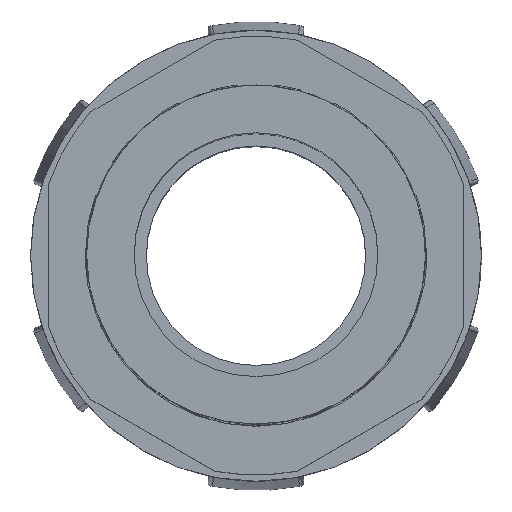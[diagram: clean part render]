
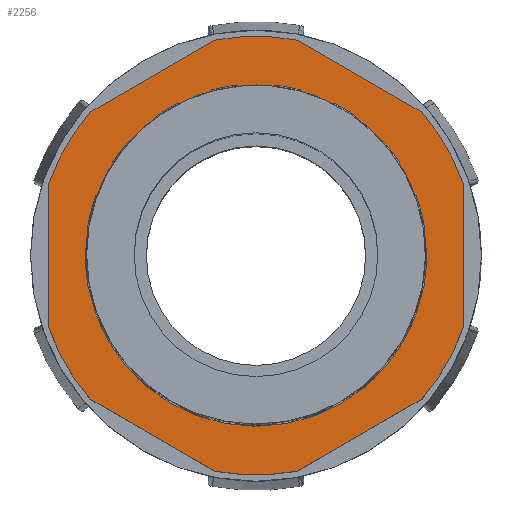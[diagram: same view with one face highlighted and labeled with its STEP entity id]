
A CAD part, top view. The second image highlights one B-rep face of the part: STEP entity #2256.
In plain terms, the highlighted planar face has unit normal (0, 0, 1).
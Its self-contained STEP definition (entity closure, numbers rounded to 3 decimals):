
#62 = CIRCLE ( 'NONE', #3485, 18. ) ;
#299 = LINE ( 'NONE', #4100, #4461 ) ;
#315 = AXIS2_PLACEMENT_3D ( 'NONE', #5169, #2796, #362 ) ;
#362 = DIRECTION ( 'NONE',  ( 1., 0., 0. ) ) ;
#382 = CARTESIAN_POINT ( 'NONE',  ( -13.623, 11.764, -45.5 ) ) ;
#455 = CARTESIAN_POINT ( 'NONE',  ( 13.623, 11.764, -45.5 ) ) ;
#511 = CARTESIAN_POINT ( 'NONE',  ( 0., 0., -45.5 ) ) ;
#525 = CARTESIAN_POINT ( 'NONE',  ( 13.623, -11.764, -45.5 ) ) ;
#611 = ORIENTED_EDGE ( 'NONE', *, *, #1494, .F. ) ;
#650 = EDGE_LOOP ( 'NONE', ( #5094, #611, #2971, #5086, #4651, #2363, #2687, #2907, #4692, #658, #3169, #2356 ) ) ;
#658 = ORIENTED_EDGE ( 'NONE', *, *, #1768, .F. ) ;
#742 = PLANE ( 'NONE',  #2245 ) ;
#820 = CARTESIAN_POINT ( 'NONE',  ( 0., 0., -45.5 ) ) ;
#859 = CIRCLE ( 'NONE', #2973, 14. ) ;
#918 = DIRECTION ( 'NONE',  ( 1., 0., 0. ) ) ;
#1124 = LINE ( 'NONE', #5002, #3143 ) ;
#1126 = CIRCLE ( 'NONE', #1358, 18. ) ;
#1143 = VERTEX_POINT ( 'NONE', #4076 ) ;
#1148 = CARTESIAN_POINT ( 'NONE',  ( -3.377, -17.68, -45.5 ) ) ;
#1158 = DIRECTION ( 'NONE',  ( 0., 0., -1. ) ) ;
#1170 = CIRCLE ( 'NONE', #1587, 18. ) ;
#1188 = EDGE_CURVE ( 'NONE', #4873, #3319, #1126, .T. ) ;
#1212 = VERTEX_POINT ( 'NONE', #1334 ) ;
#1234 = DIRECTION ( 'NONE',  ( 1., 0., 0. ) ) ;
#1291 = EDGE_CURVE ( 'NONE', #4120, #4120, #859, .T. ) ;
#1308 = VECTOR ( 'NONE', #2428, 1000. ) ;
#1334 = CARTESIAN_POINT ( 'NONE',  ( -13.623, -11.764, -45.5 ) ) ;
#1358 = AXIS2_PLACEMENT_3D ( 'NONE', #511, #3346, #918 ) ;
#1494 = EDGE_CURVE ( 'NONE', #4873, #2550, #4520, .T. ) ;
#1539 = VERTEX_POINT ( 'NONE', #4453 ) ;
#1552 = VERTEX_POINT ( 'NONE', #455 ) ;
#1587 = AXIS2_PLACEMENT_3D ( 'NONE', #4323, #1914, #4723 ) ;
#1671 = EDGE_LOOP ( 'NONE', ( #3816 ) ) ;
#1692 = DIRECTION ( 'NONE',  ( 0., 0., 1. ) ) ;
#1722 = VECTOR ( 'NONE', #1874, 1000. ) ;
#1768 = EDGE_CURVE ( 'NONE', #3179, #2296, #3655, .T. ) ;
#1874 = DIRECTION ( 'NONE',  ( -0.866, 0.5, 0. ) ) ;
#1912 = EDGE_CURVE ( 'NONE', #1143, #3319, #1124, .T. ) ;
#1914 = DIRECTION ( 'NONE',  ( 0., 0., 1. ) ) ;
#2034 = CARTESIAN_POINT ( 'NONE',  ( 0., 0., -45.5 ) ) ;
#2075 = CARTESIAN_POINT ( 'NONE',  ( 17., 5.916, -45.5 ) ) ;
#2207 = DIRECTION ( 'NONE',  ( 0., 1., 0. ) ) ;
#2245 = AXIS2_PLACEMENT_3D ( 'NONE', #3586, #1158, #3977 ) ;
#2256 = ADVANCED_FACE ( 'NONE', ( #4403, #2400 ), #742, .F. ) ;
#2296 = VERTEX_POINT ( 'NONE', #4817 ) ;
#2297 = DIRECTION ( 'NONE',  ( 0., 0., 1. ) ) ;
#2309 = CARTESIAN_POINT ( 'NONE',  ( 14., 0., -45.5 ) ) ;
#2320 = AXIS2_PLACEMENT_3D ( 'NONE', #4704, #2297, #5077 ) ;
#2356 = ORIENTED_EDGE ( 'NONE', *, *, #2551, .F. ) ;
#2363 = ORIENTED_EDGE ( 'NONE', *, *, #3502, .F. ) ;
#2400 = FACE_OUTER_BOUND ( 'NONE', #650, .T. ) ;
#2428 = DIRECTION ( 'NONE',  ( 0.866, 0.5, 0. ) ) ;
#2443 = DIRECTION ( 'NONE',  ( 1., 0., 0. ) ) ;
#2550 = VERTEX_POINT ( 'NONE', #4512 ) ;
#2551 = EDGE_CURVE ( 'NONE', #1539, #1552, #299, .T. ) ;
#2687 = ORIENTED_EDGE ( 'NONE', *, *, #3386, .T. ) ;
#2746 = EDGE_CURVE ( 'NONE', #1143, #1212, #3037, .T. ) ;
#2796 = DIRECTION ( 'NONE',  ( 0., 0., 1. ) ) ;
#2907 = ORIENTED_EDGE ( 'NONE', *, *, #3010, .F. ) ;
#2909 = CARTESIAN_POINT ( 'NONE',  ( 3.377, -17.68, -45.5 ) ) ;
#2921 = DIRECTION ( 'NONE',  ( 0., -1., 0. ) ) ;
#2971 = ORIENTED_EDGE ( 'NONE', *, *, #1188, .T. ) ;
#2973 = AXIS2_PLACEMENT_3D ( 'NONE', #820, #3660, #1234 ) ;
#3010 = EDGE_CURVE ( 'NONE', #3428, #3980, #4671, .T. ) ;
#3037 = CIRCLE ( 'NONE', #2320, 18. ) ;
#3082 = AXIS2_PLACEMENT_3D ( 'NONE', #2034, #4828, #2443 ) ;
#3120 = DIRECTION ( 'NONE',  ( -0.866, -0.5, 0. ) ) ;
#3143 = VECTOR ( 'NONE', #2207, 1000. ) ;
#3169 = ORIENTED_EDGE ( 'NONE', *, *, #4329, .T. ) ;
#3179 = VERTEX_POINT ( 'NONE', #2075 ) ;
#3227 = CIRCLE ( 'NONE', #3082, 18. ) ;
#3319 = VERTEX_POINT ( 'NONE', #4554 ) ;
#3346 = DIRECTION ( 'NONE',  ( 0., 0., 1. ) ) ;
#3386 = EDGE_CURVE ( 'NONE', #4740, #3980, #62, .T. ) ;
#3403 = CIRCLE ( 'NONE', #315, 18. ) ;
#3428 = VERTEX_POINT ( 'NONE', #525 ) ;
#3485 = AXIS2_PLACEMENT_3D ( 'NONE', #4089, #1692, #4499 ) ;
#3502 = EDGE_CURVE ( 'NONE', #4740, #1212, #3993, .T. ) ;
#3540 = VECTOR ( 'NONE', #2921, 1000. ) ;
#3586 = CARTESIAN_POINT ( 'NONE',  ( 0., 14., -45.5 ) ) ;
#3655 = LINE ( 'NONE', #5051, #3540 ) ;
#3660 = DIRECTION ( 'NONE',  ( 0., 0., 1. ) ) ;
#3816 = ORIENTED_EDGE ( 'NONE', *, *, #1291, .F. ) ;
#3818 = CARTESIAN_POINT ( 'NONE',  ( -8.5, -14.722, -45.5 ) ) ;
#3977 = DIRECTION ( 'NONE',  ( -1., 0., 0. ) ) ;
#3980 = VERTEX_POINT ( 'NONE', #2909 ) ;
#3993 = LINE ( 'NONE', #3818, #1722 ) ;
#4076 = CARTESIAN_POINT ( 'NONE',  ( -17., -5.916, -45.5 ) ) ;
#4089 = CARTESIAN_POINT ( 'NONE',  ( 0., 0., -45.5 ) ) ;
#4100 = CARTESIAN_POINT ( 'NONE',  ( 8.5, 14.722, -45.5 ) ) ;
#4120 = VERTEX_POINT ( 'NONE', #2309 ) ;
#4290 = VECTOR ( 'NONE', #3120, 1000. ) ;
#4323 = CARTESIAN_POINT ( 'NONE',  ( 0., 0., -45.5 ) ) ;
#4329 = EDGE_CURVE ( 'NONE', #3179, #1552, #3227, .T. ) ;
#4403 = FACE_BOUND ( 'NONE', #1671, .T. ) ;
#4453 = CARTESIAN_POINT ( 'NONE',  ( 3.377, 17.68, -45.5 ) ) ;
#4461 = VECTOR ( 'NONE', #4897, 1000. ) ;
#4499 = DIRECTION ( 'NONE',  ( 1., 0., 0. ) ) ;
#4512 = CARTESIAN_POINT ( 'NONE',  ( -3.377, 17.68, -45.5 ) ) ;
#4520 = LINE ( 'NONE', #5210, #1308 ) ;
#4554 = CARTESIAN_POINT ( 'NONE',  ( -17., 5.916, -45.5 ) ) ;
#4651 = ORIENTED_EDGE ( 'NONE', *, *, #2746, .T. ) ;
#4671 = LINE ( 'NONE', #4714, #4290 ) ;
#4692 = ORIENTED_EDGE ( 'NONE', *, *, #4843, .T. ) ;
#4704 = CARTESIAN_POINT ( 'NONE',  ( 0., 0., -45.5 ) ) ;
#4714 = CARTESIAN_POINT ( 'NONE',  ( 8.5, -14.722, -45.5 ) ) ;
#4723 = DIRECTION ( 'NONE',  ( 1., 0., 0. ) ) ;
#4740 = VERTEX_POINT ( 'NONE', #1148 ) ;
#4817 = CARTESIAN_POINT ( 'NONE',  ( 17., -5.916, -45.5 ) ) ;
#4828 = DIRECTION ( 'NONE',  ( 0., 0., 1. ) ) ;
#4843 = EDGE_CURVE ( 'NONE', #3428, #2296, #3403, .T. ) ;
#4873 = VERTEX_POINT ( 'NONE', #382 ) ;
#4897 = DIRECTION ( 'NONE',  ( 0.866, -0.5, 0. ) ) ;
#5002 = CARTESIAN_POINT ( 'NONE',  ( -17., 0., -45.5 ) ) ;
#5051 = CARTESIAN_POINT ( 'NONE',  ( 17., 0., -45.5 ) ) ;
#5077 = DIRECTION ( 'NONE',  ( 1., 0., 0. ) ) ;
#5086 = ORIENTED_EDGE ( 'NONE', *, *, #1912, .F. ) ;
#5094 = ORIENTED_EDGE ( 'NONE', *, *, #5215, .T. ) ;
#5169 = CARTESIAN_POINT ( 'NONE',  ( 0., 0., -45.5 ) ) ;
#5210 = CARTESIAN_POINT ( 'NONE',  ( -8.5, 14.722, -45.5 ) ) ;
#5215 = EDGE_CURVE ( 'NONE', #1539, #2550, #1170, .T. ) ;
